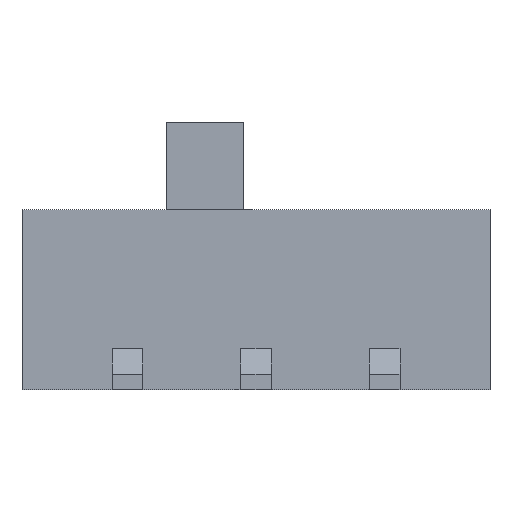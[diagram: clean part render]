
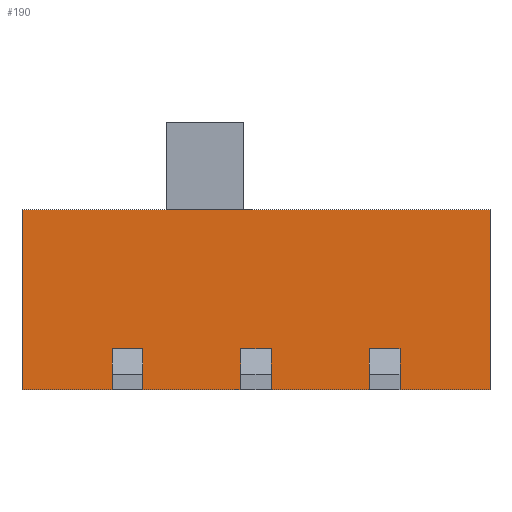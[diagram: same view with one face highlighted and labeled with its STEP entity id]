
A CAD part, left-side view. The second image highlights one B-rep face of the part: STEP entity #190.
In plain terms, the highlighted planar face has unit normal (-1, 0, 0).
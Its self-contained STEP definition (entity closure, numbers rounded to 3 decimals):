
#32 = VERTEX_POINT('',#33);
#33 = CARTESIAN_POINT('',(-1.75,4.55,3.5));
#39 = EDGE_CURVE('',#40,#32,#42,.T.);
#40 = VERTEX_POINT('',#41);
#41 = CARTESIAN_POINT('',(-1.75,4.55,0.));
#42 = LINE('',#43,#44);
#43 = CARTESIAN_POINT('',(-1.75,4.55,0.));
#44 = VECTOR('',#45,1.);
#45 = DIRECTION('',(0.,0.,1.));
#190 = ADVANCED_FACE('',(#191,#216,#250,#284),#318,.F.);
#191 = FACE_BOUND('',#192,.F.);
#192 = EDGE_LOOP('',(#193,#194,#202,#210));
#193 = ORIENTED_EDGE('',*,*,#39,.T.);
#194 = ORIENTED_EDGE('',*,*,#195,.T.);
#195 = EDGE_CURVE('',#32,#196,#198,.T.);
#196 = VERTEX_POINT('',#197);
#197 = CARTESIAN_POINT('',(-1.75,-4.55,3.5));
#198 = LINE('',#199,#200);
#199 = CARTESIAN_POINT('',(-1.75,4.55,3.5));
#200 = VECTOR('',#201,1.);
#201 = DIRECTION('',(0.,-1.,0.));
#202 = ORIENTED_EDGE('',*,*,#203,.F.);
#203 = EDGE_CURVE('',#204,#196,#206,.T.);
#204 = VERTEX_POINT('',#205);
#205 = CARTESIAN_POINT('',(-1.75,-4.55,0.));
#206 = LINE('',#207,#208);
#207 = CARTESIAN_POINT('',(-1.75,-4.55,0.));
#208 = VECTOR('',#209,1.);
#209 = DIRECTION('',(0.,0.,1.));
#210 = ORIENTED_EDGE('',*,*,#211,.F.);
#211 = EDGE_CURVE('',#40,#204,#212,.T.);
#212 = LINE('',#213,#214);
#213 = CARTESIAN_POINT('',(-1.75,4.55,0.));
#214 = VECTOR('',#215,1.);
#215 = DIRECTION('',(0.,-1.,0.));
#216 = FACE_BOUND('',#217,.F.);
#217 = EDGE_LOOP('',(#218,#228,#236,#244));
#218 = ORIENTED_EDGE('',*,*,#219,.T.);
#219 = EDGE_CURVE('',#220,#222,#224,.T.);
#220 = VERTEX_POINT('',#221);
#221 = CARTESIAN_POINT('',(-1.75,2.8,0.8));
#222 = VERTEX_POINT('',#223);
#223 = CARTESIAN_POINT('',(-1.75,2.8,0.5));
#224 = LINE('',#225,#226);
#225 = CARTESIAN_POINT('',(-1.75,2.8,0.213));
#226 = VECTOR('',#227,1.);
#227 = DIRECTION('',(0.,0.,-1.));
#228 = ORIENTED_EDGE('',*,*,#229,.T.);
#229 = EDGE_CURVE('',#222,#230,#232,.T.);
#230 = VERTEX_POINT('',#231);
#231 = CARTESIAN_POINT('',(-1.75,2.2,0.5));
#232 = LINE('',#233,#234);
#233 = CARTESIAN_POINT('',(-1.75,2.8,0.5));
#234 = VECTOR('',#235,1.);
#235 = DIRECTION('',(0.,-1.,0.));
#236 = ORIENTED_EDGE('',*,*,#237,.F.);
#237 = EDGE_CURVE('',#238,#230,#240,.T.);
#238 = VERTEX_POINT('',#239);
#239 = CARTESIAN_POINT('',(-1.75,2.2,0.8));
#240 = LINE('',#241,#242);
#241 = CARTESIAN_POINT('',(-1.75,2.2,0.213));
#242 = VECTOR('',#243,1.);
#243 = DIRECTION('',(0.,0.,-1.));
#244 = ORIENTED_EDGE('',*,*,#245,.T.);
#245 = EDGE_CURVE('',#238,#220,#246,.T.);
#246 = LINE('',#247,#248);
#247 = CARTESIAN_POINT('',(-1.75,3.675,0.8));
#248 = VECTOR('',#249,1.);
#249 = DIRECTION('',(0.,1.,0.));
#250 = FACE_BOUND('',#251,.F.);
#251 = EDGE_LOOP('',(#252,#262,#270,#278));
#252 = ORIENTED_EDGE('',*,*,#253,.T.);
#253 = EDGE_CURVE('',#254,#256,#258,.T.);
#254 = VERTEX_POINT('',#255);
#255 = CARTESIAN_POINT('',(-1.75,0.3,0.8));
#256 = VERTEX_POINT('',#257);
#257 = CARTESIAN_POINT('',(-1.75,0.3,0.5));
#258 = LINE('',#259,#260);
#259 = CARTESIAN_POINT('',(-1.75,0.3,0.213));
#260 = VECTOR('',#261,1.);
#261 = DIRECTION('',(0.,0.,-1.));
#262 = ORIENTED_EDGE('',*,*,#263,.T.);
#263 = EDGE_CURVE('',#256,#264,#266,.T.);
#264 = VERTEX_POINT('',#265);
#265 = CARTESIAN_POINT('',(-1.75,-0.3,0.5));
#266 = LINE('',#267,#268);
#267 = CARTESIAN_POINT('',(-1.75,0.3,0.5));
#268 = VECTOR('',#269,1.);
#269 = DIRECTION('',(0.,-1.,0.));
#270 = ORIENTED_EDGE('',*,*,#271,.F.);
#271 = EDGE_CURVE('',#272,#264,#274,.T.);
#272 = VERTEX_POINT('',#273);
#273 = CARTESIAN_POINT('',(-1.75,-0.3,0.8));
#274 = LINE('',#275,#276);
#275 = CARTESIAN_POINT('',(-1.75,-0.3,0.213));
#276 = VECTOR('',#277,1.);
#277 = DIRECTION('',(0.,0.,-1.));
#278 = ORIENTED_EDGE('',*,*,#279,.T.);
#279 = EDGE_CURVE('',#272,#254,#280,.T.);
#280 = LINE('',#281,#282);
#281 = CARTESIAN_POINT('',(-1.75,2.425,0.8));
#282 = VECTOR('',#283,1.);
#283 = DIRECTION('',(0.,1.,0.));
#284 = FACE_BOUND('',#285,.F.);
#285 = EDGE_LOOP('',(#286,#296,#304,#312));
#286 = ORIENTED_EDGE('',*,*,#287,.T.);
#287 = EDGE_CURVE('',#288,#290,#292,.T.);
#288 = VERTEX_POINT('',#289);
#289 = CARTESIAN_POINT('',(-1.75,-2.2,0.8));
#290 = VERTEX_POINT('',#291);
#291 = CARTESIAN_POINT('',(-1.75,-2.2,0.5));
#292 = LINE('',#293,#294);
#293 = CARTESIAN_POINT('',(-1.75,-2.2,0.213));
#294 = VECTOR('',#295,1.);
#295 = DIRECTION('',(0.,0.,-1.));
#296 = ORIENTED_EDGE('',*,*,#297,.T.);
#297 = EDGE_CURVE('',#290,#298,#300,.T.);
#298 = VERTEX_POINT('',#299);
#299 = CARTESIAN_POINT('',(-1.75,-2.8,0.5));
#300 = LINE('',#301,#302);
#301 = CARTESIAN_POINT('',(-1.75,-2.2,0.5));
#302 = VECTOR('',#303,1.);
#303 = DIRECTION('',(0.,-1.,0.));
#304 = ORIENTED_EDGE('',*,*,#305,.F.);
#305 = EDGE_CURVE('',#306,#298,#308,.T.);
#306 = VERTEX_POINT('',#307);
#307 = CARTESIAN_POINT('',(-1.75,-2.8,0.8));
#308 = LINE('',#309,#310);
#309 = CARTESIAN_POINT('',(-1.75,-2.8,0.213));
#310 = VECTOR('',#311,1.);
#311 = DIRECTION('',(0.,0.,-1.));
#312 = ORIENTED_EDGE('',*,*,#313,.T.);
#313 = EDGE_CURVE('',#306,#288,#314,.T.);
#314 = LINE('',#315,#316);
#315 = CARTESIAN_POINT('',(-1.75,1.175,0.8));
#316 = VECTOR('',#317,1.);
#317 = DIRECTION('',(0.,1.,0.));
#318 = PLANE('',#319);
#319 = AXIS2_PLACEMENT_3D('',#320,#321,#322);
#320 = CARTESIAN_POINT('',(-1.75,4.55,0.));
#321 = DIRECTION('',(1.,0.,0.));
#322 = DIRECTION('',(0.,-1.,0.));
